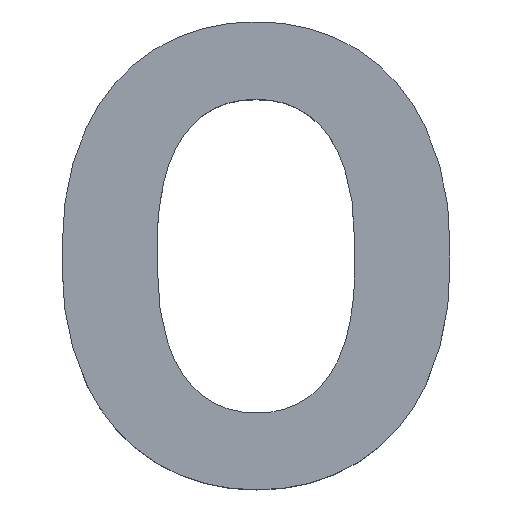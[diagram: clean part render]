
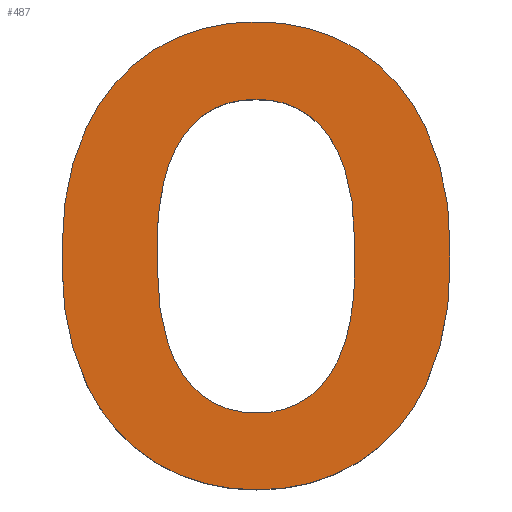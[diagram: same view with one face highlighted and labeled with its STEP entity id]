
A CAD part, top view. The second image highlights one B-rep face of the part: STEP entity #487.
In plain terms, the highlighted planar face has unit normal (0, 0, 1).
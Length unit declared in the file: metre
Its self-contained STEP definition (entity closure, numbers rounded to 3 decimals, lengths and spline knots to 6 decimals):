
#12=CIRCLE('',#503,0.000339);
#14=CIRCLE('',#506,0.000342);
#16=CIRCLE('',#510,0.000343);
#18=CIRCLE('',#513,0.001136);
#20=CIRCLE('',#517,0.001125);
#22=CIRCLE('',#520,0.000744);
#24=CIRCLE('',#523,0.000775);
#26=CIRCLE('',#526,0.000776);
#28=CIRCLE('',#529,0.000742);
#30=CIRCLE('',#533,0.001103);
#32=CIRCLE('',#536,0.000744);
#34=CIRCLE('',#539,0.000781);
#36=CIRCLE('',#542,0.000774);
#38=CIRCLE('',#545,0.000738);
#40=CIRCLE('',#548,0.000343);
#62=PLANE('',#551);
#65=LINE('',#710,#97);
#72=LINE('',#762,#104);
#79=LINE('',#800,#111);
#88=LINE('',#853,#120);
#97=VECTOR('',#558,1.);
#104=VECTOR('',#579,1.);
#111=VECTOR('',#600,1.);
#120=VECTOR('',#641,1.);
#247=ORIENTED_EDGE('',*,*,#299,.F.);
#248=ORIENTED_EDGE('',*,*,#303,.F.);
#249=ORIENTED_EDGE('',*,*,#306,.F.);
#250=ORIENTED_EDGE('',*,*,#309,.F.);
#251=ORIENTED_EDGE('',*,*,#312,.F.);
#252=ORIENTED_EDGE('',*,*,#315,.F.);
#253=ORIENTED_EDGE('',*,*,#318,.F.);
#254=ORIENTED_EDGE('',*,*,#321,.F.);
#255=ORIENTED_EDGE('',*,*,#324,.F.);
#256=ORIENTED_EDGE('',*,*,#327,.F.);
#257=ORIENTED_EDGE('',*,*,#330,.F.);
#258=ORIENTED_EDGE('',*,*,#333,.F.);
#259=ORIENTED_EDGE('',*,*,#336,.F.);
#260=ORIENTED_EDGE('',*,*,#339,.F.);
#261=ORIENTED_EDGE('',*,*,#271,.F.);
#262=ORIENTED_EDGE('',*,*,#275,.F.);
#263=ORIENTED_EDGE('',*,*,#278,.F.);
#264=ORIENTED_EDGE('',*,*,#281,.F.);
#265=ORIENTED_EDGE('',*,*,#284,.F.);
#266=ORIENTED_EDGE('',*,*,#287,.F.);
#267=ORIENTED_EDGE('',*,*,#290,.F.);
#268=ORIENTED_EDGE('',*,*,#293,.F.);
#269=ORIENTED_EDGE('',*,*,#296,.F.);
#270=ORIENTED_EDGE('',*,*,#341,.F.);
#271=EDGE_CURVE('',#343,#344,#391,.T.);
#275=EDGE_CURVE('',#347,#343,#65,.T.);
#278=EDGE_CURVE('',#349,#347,#393,.T.);
#281=EDGE_CURVE('',#351,#349,#12,.T.);
#284=EDGE_CURVE('',#353,#351,#14,.T.);
#287=EDGE_CURVE('',#355,#353,#395,.T.);
#290=EDGE_CURVE('',#357,#355,#72,.T.);
#293=EDGE_CURVE('',#359,#357,#397,.T.);
#296=EDGE_CURVE('',#361,#359,#16,.T.);
#299=EDGE_CURVE('',#363,#364,#18,.F.);
#303=EDGE_CURVE('',#367,#363,#79,.T.);
#306=EDGE_CURVE('',#369,#367,#20,.F.);
#309=EDGE_CURVE('',#371,#369,#22,.F.);
#312=EDGE_CURVE('',#373,#371,#24,.F.);
#315=EDGE_CURVE('',#375,#373,#26,.F.);
#318=EDGE_CURVE('',#377,#375,#28,.F.);
#321=EDGE_CURVE('',#379,#377,#399,.T.);
#324=EDGE_CURVE('',#381,#379,#88,.T.);
#327=EDGE_CURVE('',#383,#381,#30,.F.);
#330=EDGE_CURVE('',#385,#383,#32,.F.);
#333=EDGE_CURVE('',#387,#385,#34,.F.);
#336=EDGE_CURVE('',#389,#387,#36,.F.);
#339=EDGE_CURVE('',#364,#389,#38,.F.);
#341=EDGE_CURVE('',#344,#361,#40,.T.);
#343=VERTEX_POINT('',#700);
#344=VERTEX_POINT('',#701);
#347=VERTEX_POINT('',#711);
#349=VERTEX_POINT('',#726);
#351=VERTEX_POINT('',#734);
#353=VERTEX_POINT('',#740);
#355=VERTEX_POINT('',#755);
#357=VERTEX_POINT('',#763);
#359=VERTEX_POINT('',#778);
#361=VERTEX_POINT('',#786);
#363=VERTEX_POINT('',#792);
#364=VERTEX_POINT('',#793);
#367=VERTEX_POINT('',#801);
#369=VERTEX_POINT('',#807);
#371=VERTEX_POINT('',#813);
#373=VERTEX_POINT('',#819);
#375=VERTEX_POINT('',#825);
#377=VERTEX_POINT('',#831);
#379=VERTEX_POINT('',#846);
#381=VERTEX_POINT('',#854);
#383=VERTEX_POINT('',#860);
#385=VERTEX_POINT('',#866);
#387=VERTEX_POINT('',#872);
#389=VERTEX_POINT('',#878);
#391=B_SPLINE_CURVE_WITH_KNOTS('',2,(#697,#698,#699),.UNSPECIFIED.,.F.,
 .F.,(3,3),(0.,1.),.PIECEWISE_BEZIER_KNOTS.);
#393=B_SPLINE_CURVE_WITH_KNOTS('',2,(#723,#724,#725),.UNSPECIFIED.,.F.,
 .F.,(3,3),(0.,1.),.PIECEWISE_BEZIER_KNOTS.);
#395=B_SPLINE_CURVE_WITH_KNOTS('',2,(#752,#753,#754),.UNSPECIFIED.,.F.,
 .F.,(3,3),(0.,1.),.PIECEWISE_BEZIER_KNOTS.);
#397=B_SPLINE_CURVE_WITH_KNOTS('',2,(#775,#776,#777),.UNSPECIFIED.,.F.,
 .F.,(3,3),(0.,1.),.PIECEWISE_BEZIER_KNOTS.);
#399=B_SPLINE_CURVE_WITH_KNOTS('',2,(#843,#844,#845),.UNSPECIFIED.,.F.,
 .F.,(3,3),(0.,1.),.PIECEWISE_BEZIER_KNOTS.);
#427=EDGE_LOOP('',(#247,#248,#249,#250,#251,#252,#253,#254,#255,#256,#257,
#258,#259,#260));
#428=EDGE_LOOP('',(#261,#262,#263,#264,#265,#266,#267,#268,#269,#270));
#455=FACE_BOUND('',#427,.T.);
#456=FACE_BOUND('',#428,.T.);
#487=ADVANCED_FACE('',(#455,#456),#62,.T.);
#503=AXIS2_PLACEMENT_3D('',#733,#564,#565);
#506=AXIS2_PLACEMENT_3D('',#739,#571,#572);
#510=AXIS2_PLACEMENT_3D('',#785,#585,#586);
#513=AXIS2_PLACEMENT_3D('',#791,#592,#593);
#517=AXIS2_PLACEMENT_3D('',#806,#605,#606);
#520=AXIS2_PLACEMENT_3D('',#812,#612,#613);
#523=AXIS2_PLACEMENT_3D('',#818,#619,#620);
#526=AXIS2_PLACEMENT_3D('',#824,#626,#627);
#529=AXIS2_PLACEMENT_3D('',#830,#633,#634);
#533=AXIS2_PLACEMENT_3D('',#859,#646,#647);
#536=AXIS2_PLACEMENT_3D('',#865,#653,#654);
#539=AXIS2_PLACEMENT_3D('',#871,#660,#661);
#542=AXIS2_PLACEMENT_3D('',#877,#667,#668);
#545=AXIS2_PLACEMENT_3D('',#883,#674,#675);
#548=AXIS2_PLACEMENT_3D('',#886,#680,#681);
#551=AXIS2_PLACEMENT_3D('',#889,#686,#687);
#558=DIRECTION('',(0.,1.,0.));
#564=DIRECTION('',(0.,0.,1.));
#565=DIRECTION('',(1.,0.,0.));
#571=DIRECTION('',(0.,0.,1.));
#572=DIRECTION('',(1.,0.,0.));
#579=DIRECTION('',(0.,-1.,0.));
#585=DIRECTION('',(0.,0.,1.));
#586=DIRECTION('',(1.,0.,0.));
#592=DIRECTION('',(0.,0.,1.));
#593=DIRECTION('',(1.,0.,0.));
#600=DIRECTION('',(0.,-1.,0.));
#605=DIRECTION('',(0.,0.,1.));
#606=DIRECTION('',(1.,0.,0.));
#612=DIRECTION('',(0.,0.,1.));
#613=DIRECTION('',(1.,0.,0.));
#619=DIRECTION('',(0.,0.,1.));
#620=DIRECTION('',(1.,0.,0.));
#626=DIRECTION('',(0.,0.,1.));
#627=DIRECTION('',(1.,0.,0.));
#633=DIRECTION('',(0.,0.,1.));
#634=DIRECTION('',(1.,0.,0.));
#641=DIRECTION('',(0.,1.,0.));
#646=DIRECTION('',(0.,0.,1.));
#647=DIRECTION('',(1.,0.,0.));
#653=DIRECTION('',(0.,0.,1.));
#654=DIRECTION('',(1.,0.,0.));
#660=DIRECTION('',(0.,0.,1.));
#661=DIRECTION('',(1.,0.,0.));
#667=DIRECTION('',(0.,0.,1.));
#668=DIRECTION('',(1.,0.,0.));
#674=DIRECTION('',(0.,0.,1.));
#675=DIRECTION('',(1.,0.,0.));
#680=DIRECTION('',(0.,0.,1.));
#681=DIRECTION('',(1.,0.,0.));
#686=DIRECTION('',(0.,0.,1.));
#687=DIRECTION('',(1.,0.,0.));
#697=CARTESIAN_POINT('',(0.203573,-0.025355,0.0095));
#698=CARTESIAN_POINT('',(0.203573,-0.02506,0.0095));
#699=CARTESIAN_POINT('',(0.203467,-0.024906,0.0095));
#700=CARTESIAN_POINT('',(0.203573,-0.025355,0.0095));
#701=CARTESIAN_POINT('',(0.203467,-0.024906,0.0095));
#710=CARTESIAN_POINT('',(0.203573,-0.025401,0.0095));
#711=CARTESIAN_POINT('',(0.203573,-0.025446,0.0095));
#723=CARTESIAN_POINT('',(0.203467,-0.025892,0.0095));
#724=CARTESIAN_POINT('',(0.203572,-0.025739,0.0095));
#725=CARTESIAN_POINT('',(0.203573,-0.025446,0.0095));
#726=CARTESIAN_POINT('',(0.203467,-0.025892,0.0095));
#733=CARTESIAN_POINT('',(0.203184,-0.025705,0.0095));
#734=CARTESIAN_POINT('',(0.203169,-0.026043,0.0095));
#739=CARTESIAN_POINT('',(0.203153,-0.025702,0.0095));
#740=CARTESIAN_POINT('',(0.202864,-0.025886,0.0095));
#752=CARTESIAN_POINT('',(0.202759,-0.02544,0.0095));
#753=CARTESIAN_POINT('',(0.202759,-0.025727,0.0095));
#754=CARTESIAN_POINT('',(0.202864,-0.025886,0.0095));
#755=CARTESIAN_POINT('',(0.202759,-0.02544,0.0095));
#762=CARTESIAN_POINT('',(0.202759,-0.025394,0.0095));
#763=CARTESIAN_POINT('',(0.202759,-0.025348,0.0095));
#775=CARTESIAN_POINT('',(0.202865,-0.024904,0.0095));
#776=CARTESIAN_POINT('',(0.20276,-0.025056,0.0095));
#777=CARTESIAN_POINT('',(0.202759,-0.025348,0.0095));
#778=CARTESIAN_POINT('',(0.202865,-0.024904,0.0095));
#785=CARTESIAN_POINT('',(0.20315,-0.025096,0.0095));
#786=CARTESIAN_POINT('',(0.203166,-0.024754,0.0095));
#791=CARTESIAN_POINT('',(0.202829,-0.025468,0.0095));
#792=CARTESIAN_POINT('',(0.203964,-0.02544,0.0095));
#793=CARTESIAN_POINT('',(0.203867,-0.025926,0.0095));
#800=CARTESIAN_POINT('',(0.203965,-0.025398,0.0095));
#801=CARTESIAN_POINT('',(0.203964,-0.025356,0.0095));
#806=CARTESIAN_POINT('',(0.202839,-0.02533,0.0095));
#807=CARTESIAN_POINT('',(0.203865,-0.02487,0.0095));
#812=CARTESIAN_POINT('',(0.203185,-0.025175,0.0095));
#813=CARTESIAN_POINT('',(0.203583,-0.024546,0.0095));
#818=CARTESIAN_POINT('',(0.203181,-0.025209,0.0095));
#819=CARTESIAN_POINT('',(0.203166,-0.024434,0.0095));
#824=CARTESIAN_POINT('',(0.20315,-0.02521,0.0095));
#825=CARTESIAN_POINT('',(0.202749,-0.024546,0.0095));
#830=CARTESIAN_POINT('',(0.203145,-0.025174,0.0095));
#831=CARTESIAN_POINT('',(0.202467,-0.02487,0.0095));
#843=CARTESIAN_POINT('',(0.202367,-0.025357,0.0095));
#844=CARTESIAN_POINT('',(0.202367,-0.02508,0.0095));
#845=CARTESIAN_POINT('',(0.202467,-0.02487,0.0095));
#846=CARTESIAN_POINT('',(0.202367,-0.025357,0.0095));
#853=CARTESIAN_POINT('',(0.202367,-0.025404,0.0095));
#854=CARTESIAN_POINT('',(0.202367,-0.02545,0.0095));
#859=CARTESIAN_POINT('',(0.203471,-0.025469,0.0095));
#860=CARTESIAN_POINT('',(0.202468,-0.025929,0.0095));
#865=CARTESIAN_POINT('',(0.203145,-0.025618,0.0095));
#866=CARTESIAN_POINT('',(0.202752,-0.026249,0.0095));
#871=CARTESIAN_POINT('',(0.203154,-0.02558,0.0095));
#872=CARTESIAN_POINT('',(0.203168,-0.026361,0.0095));
#877=CARTESIAN_POINT('',(0.203184,-0.025587,0.0095));
#878=CARTESIAN_POINT('',(0.203587,-0.026248,0.0095));
#883=CARTESIAN_POINT('',(0.203193,-0.025624,0.0095));
#886=CARTESIAN_POINT('',(0.203182,-0.025097,0.0095));
#889=CARTESIAN_POINT('',(0.104891,-0.015824,0.0095));
